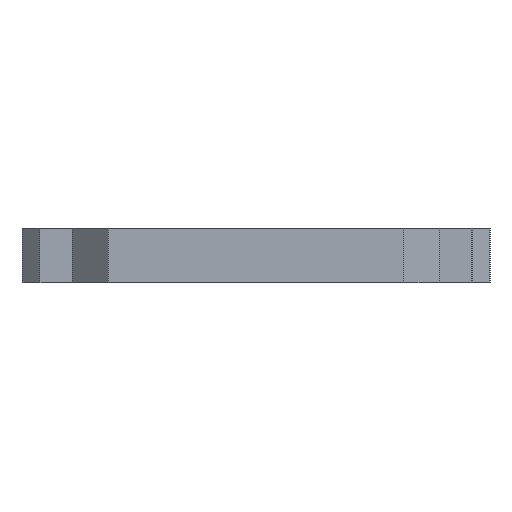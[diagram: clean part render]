
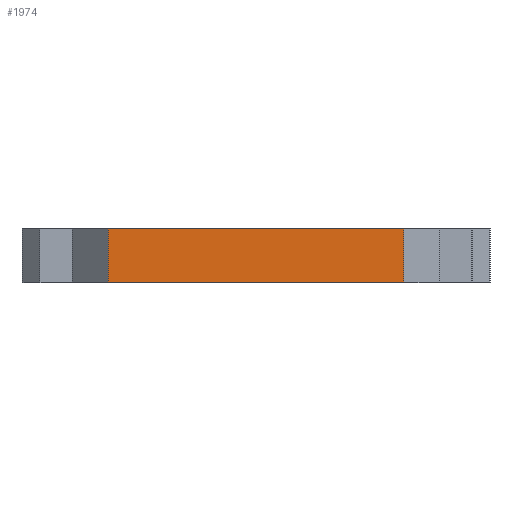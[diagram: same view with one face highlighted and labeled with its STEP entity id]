
A CAD part, left-side view. The second image highlights one B-rep face of the part: STEP entity #1974.
In plain terms, the highlighted planar face has unit normal (-1, 0, 0).
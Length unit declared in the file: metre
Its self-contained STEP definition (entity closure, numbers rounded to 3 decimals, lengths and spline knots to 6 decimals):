
#231=ORIENTED_EDGE('',*,*,#715,.T.);
#232=ORIENTED_EDGE('',*,*,#782,.F.);
#233=ORIENTED_EDGE('',*,*,#616,.F.);
#234=ORIENTED_EDGE('',*,*,#783,.T.);
#616=EDGE_CURVE('',#898,#899,#1088,.T.);
#715=EDGE_CURVE('',#998,#997,#1184,.T.);
#782=EDGE_CURVE('',#899,#997,#1248,.T.);
#783=EDGE_CURVE('',#898,#998,#1249,.T.);
#898=VERTEX_POINT('',#2728);
#899=VERTEX_POINT('',#2730);
#997=VERTEX_POINT('',#2927);
#998=VERTEX_POINT('',#2929);
#1088=LINE('',#2729,#1364);
#1184=LINE('',#2928,#1460);
#1248=LINE('',#3060,#1524);
#1249=LINE('',#3061,#1525);
#1364=VECTOR('',#2215,1.);
#1460=VECTOR('',#2319,1.);
#1524=VECTOR('',#2401,1.);
#1525=VECTOR('',#2402,1.);
#1648=EDGE_LOOP('',(#231,#232,#233,#234));
#1780=FACE_BOUND('',#1648,.T.);
#1880=PLANE('',#2090);
#1974=ADVANCED_FACE('',(#1780),#1880,.F.);
#2090=AXIS2_PLACEMENT_3D('',#3059,#2399,#2400);
#2215=DIRECTION('',(0.,-1.,0.));
#2319=DIRECTION('',(0.,-1.,0.));
#2399=DIRECTION('',(1.,0.,0.));
#2400=DIRECTION('',(0.,0.,-1.));
#2401=DIRECTION('',(0.,0.,-1.));
#2402=DIRECTION('',(0.,0.,-1.));
#2728=CARTESIAN_POINT('',(-0.1465,0.041,0.015));
#2729=CARTESIAN_POINT('',(-0.1465,0.,0.015));
#2730=CARTESIAN_POINT('',(-0.1465,-0.041,0.015));
#2927=CARTESIAN_POINT('',(-0.1465,-0.041,0.));
#2928=CARTESIAN_POINT('',(-0.1465,0.,0.));
#2929=CARTESIAN_POINT('',(-0.1465,0.041,0.));
#3059=CARTESIAN_POINT('',(-0.1465,0.,0.015));
#3060=CARTESIAN_POINT('',(-0.1465,-0.041,0.015));
#3061=CARTESIAN_POINT('',(-0.1465,0.041,0.015));
